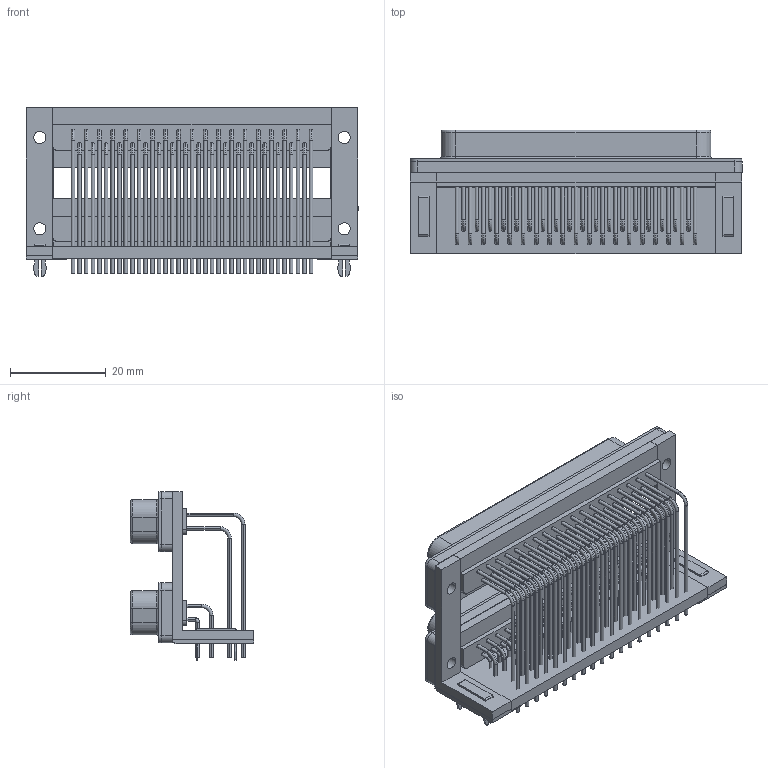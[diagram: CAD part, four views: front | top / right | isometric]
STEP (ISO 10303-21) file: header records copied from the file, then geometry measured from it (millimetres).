
FILE_DESCRIPTION((''),'2;1');
FILE_NAME('FCT_FDT37PG2M.stp','2012-06-18T16:41:28',(''),(''),'Mechanical Desktop 2011','Mechanical Desktop 2011',', , ');
FILE_SCHEMA(('AUTOMOTIVE_DESIGN { 1 2 10303 214 1 1 1 1 }'));
Length unit declared in the file: millimetre
Products named in the file (1): Product
Bounding box: 69.3 x 25.8 x 35.2 mm (x, y, z)
Volume: 12467.9 mm3; surface area: 23755.2 mm2
Topology: 174 solids, 174 shells, 1384 faces, 2902 edges, 1870 vertices
Faces by surface type: cylinder 572, plane 469, bspline 187, torus 156
Entity records: 43879 total; most frequent: CARTESIAN_POINT 13050, DIRECTION 7202, ORIENTED_EDGE 5804, AXIS2_PLACEMENT_3D 3102, EDGE_CURVE 2902, CIRCLE 1904, VERTEX_POINT 1870, EDGE_LOOP 1426
